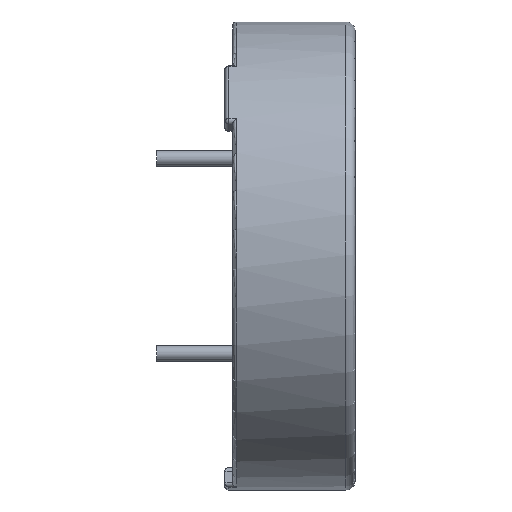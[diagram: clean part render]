
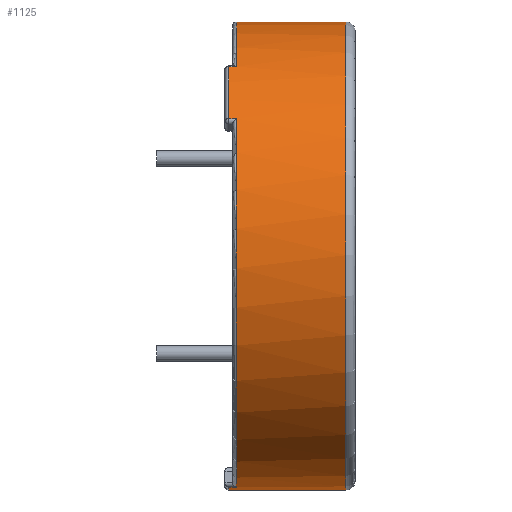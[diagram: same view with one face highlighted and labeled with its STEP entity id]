
A CAD part, left-side view. The second image highlights one B-rep face of the part: STEP entity #1125.
In plain terms, the highlighted cylindrical face has radius 12 mm (diameter 24 mm), a full revolution.
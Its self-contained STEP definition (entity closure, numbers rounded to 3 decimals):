
#117=FACE_OUTER_BOUND('',#202,.T.);
#202=EDGE_LOOP('',(#810,#811,#812,#813,#814,#815,#816,#817,#818,#819,#820,
#821,#822,#823,#824,#825,#826));
#306=CIRCLE('',#1244,12.);
#307=CIRCLE('',#1246,12.);
#308=CIRCLE('',#1247,12.);
#309=CIRCLE('',#1248,12.);
#310=CIRCLE('',#1249,12.);
#311=CIRCLE('',#1250,12.);
#312=CIRCLE('',#1251,12.);
#313=CIRCLE('',#1252,12.);
#314=CIRCLE('',#1253,12.);
#409=LINE('',#1959,#459);
#410=LINE('',#1985,#460);
#411=LINE('',#1988,#461);
#412=LINE('',#1992,#462);
#413=LINE('',#1999,#463);
#414=LINE('',#2003,#464);
#415=LINE('',#2006,#465);
#459=VECTOR('',#1477,0.4);
#460=VECTOR('',#1488,0.4);
#461=VECTOR('',#1491,0.2);
#462=VECTOR('',#1494,12.);
#463=VECTOR('',#1501,0.4);
#464=VECTOR('',#1504,0.4);
#465=VECTOR('',#1507,0.4);
#521=VERTEX_POINT('',#1941);
#522=VERTEX_POINT('',#1958);
#523=VERTEX_POINT('',#1962);
#524=VERTEX_POINT('',#1981);
#525=VERTEX_POINT('',#1982);
#526=VERTEX_POINT('',#1984);
#527=VERTEX_POINT('',#1987);
#528=VERTEX_POINT('',#1989);
#529=VERTEX_POINT('',#1991);
#530=VERTEX_POINT('',#1993);
#531=VERTEX_POINT('',#1996);
#532=VERTEX_POINT('',#1998);
#533=VERTEX_POINT('',#2000);
#534=VERTEX_POINT('',#2002);
#535=VERTEX_POINT('',#2004);
#628=EDGE_CURVE('',#522,#521,#409,.T.);
#631=EDGE_CURVE('',#521,#523,#306,.T.);
#632=EDGE_CURVE('',#524,#525,#307,.T.);
#633=EDGE_CURVE('',#526,#524,#410,.T.);
#634=EDGE_CURVE('',#526,#522,#308,.T.);
#635=EDGE_CURVE('',#527,#523,#411,.T.);
#636=EDGE_CURVE('',#527,#528,#309,.T.);
#637=EDGE_CURVE('',#528,#529,#412,.T.);
#638=EDGE_CURVE('',#530,#529,#310,.T.);
#639=EDGE_CURVE('',#529,#530,#311,.T.);
#640=EDGE_CURVE('',#528,#531,#312,.T.);
#641=EDGE_CURVE('',#531,#532,#413,.T.);
#642=EDGE_CURVE('',#532,#533,#313,.T.);
#643=EDGE_CURVE('',#534,#533,#414,.T.);
#644=EDGE_CURVE('',#534,#535,#314,.T.);
#645=EDGE_CURVE('',#535,#525,#415,.T.);
#810=ORIENTED_EDGE('',*,*,#632,.F.);
#811=ORIENTED_EDGE('',*,*,#633,.F.);
#812=ORIENTED_EDGE('',*,*,#634,.T.);
#813=ORIENTED_EDGE('',*,*,#628,.T.);
#814=ORIENTED_EDGE('',*,*,#631,.T.);
#815=ORIENTED_EDGE('',*,*,#635,.F.);
#816=ORIENTED_EDGE('',*,*,#636,.T.);
#817=ORIENTED_EDGE('',*,*,#637,.T.);
#818=ORIENTED_EDGE('',*,*,#638,.F.);
#819=ORIENTED_EDGE('',*,*,#639,.F.);
#820=ORIENTED_EDGE('',*,*,#637,.F.);
#821=ORIENTED_EDGE('',*,*,#640,.T.);
#822=ORIENTED_EDGE('',*,*,#641,.T.);
#823=ORIENTED_EDGE('',*,*,#642,.T.);
#824=ORIENTED_EDGE('',*,*,#643,.F.);
#825=ORIENTED_EDGE('',*,*,#644,.T.);
#826=ORIENTED_EDGE('',*,*,#645,.T.);
#1092=CYLINDRICAL_SURFACE('',#1245,12.);
#1125=ADVANCED_FACE('',(#117),#1092,.T.);
#1244=AXIS2_PLACEMENT_3D('',#1979,#1482,#1483);
#1245=AXIS2_PLACEMENT_3D('',#1980,#1484,#1485);
#1246=AXIS2_PLACEMENT_3D('',#1983,#1486,#1487);
#1247=AXIS2_PLACEMENT_3D('',#1986,#1489,#1490);
#1248=AXIS2_PLACEMENT_3D('',#1990,#1492,#1493);
#1249=AXIS2_PLACEMENT_3D('',#1994,#1495,#1496);
#1250=AXIS2_PLACEMENT_3D('',#1995,#1497,#1498);
#1251=AXIS2_PLACEMENT_3D('',#1997,#1499,#1500);
#1252=AXIS2_PLACEMENT_3D('',#2001,#1502,#1503);
#1253=AXIS2_PLACEMENT_3D('',#2005,#1505,#1506);
#1477=DIRECTION('',(0.,-1.,0.));
#1482=DIRECTION('center_axis',(0.,-1.,0.));
#1483=DIRECTION('ref_axis',(-0.809,0.,0.587));
#1484=DIRECTION('center_axis',(0.,1.,0.));
#1485=DIRECTION('ref_axis',(0.,0.,1.));
#1486=DIRECTION('center_axis',(0.,1.,0.));
#1487=DIRECTION('ref_axis',(-0.587,0.,0.809));
#1488=DIRECTION('',(0.,-1.,0.));
#1489=DIRECTION('center_axis',(0.,-1.,0.));
#1490=DIRECTION('ref_axis',(-0.587,0.,0.809));
#1491=DIRECTION('',(0.,-1.,0.));
#1492=DIRECTION('center_axis',(0.,-1.,0.));
#1493=DIRECTION('ref_axis',(-0.157,0.,-0.988));
#1494=DIRECTION('',(0.,-1.,0.));
#1495=DIRECTION('center_axis',(0.,-1.,0.));
#1496=DIRECTION('ref_axis',(0.,0.,1.));
#1497=DIRECTION('center_axis',(0.,-1.,0.));
#1498=DIRECTION('ref_axis',(0.,0.,1.));
#1499=DIRECTION('center_axis',(0.,-1.,0.));
#1500=DIRECTION('ref_axis',(-0.157,0.,-0.988));
#1501=DIRECTION('',(0.,-1.,0.));
#1502=DIRECTION('center_axis',(0.,-1.,0.));
#1503=DIRECTION('ref_axis',(0.157,0.,-0.988));
#1504=DIRECTION('',(0.,-1.,0.));
#1505=DIRECTION('center_axis',(0.,-1.,0.));
#1506=DIRECTION('ref_axis',(0.809,0.,0.587));
#1507=DIRECTION('',(0.,-1.,0.));
#1941=CARTESIAN_POINT('',(-9.712,6.1,7.049));
#1958=CARTESIAN_POINT('',(-9.712,6.5,7.049));
#1959=CARTESIAN_POINT('',(-9.712,6.5,7.049));
#1962=CARTESIAN_POINT('',(-1.883,6.1,-11.851));
#1979=CARTESIAN_POINT('Origin',(0.,6.1,0.));
#1980=CARTESIAN_POINT('Origin',(0.,0.,0.));
#1981=CARTESIAN_POINT('',(-7.049,6.1,9.712));
#1982=CARTESIAN_POINT('',(7.049,6.1,9.712));
#1983=CARTESIAN_POINT('Origin',(0.,6.1,0.));
#1984=CARTESIAN_POINT('',(-7.049,6.5,9.712));
#1985=CARTESIAN_POINT('',(-7.049,6.5,9.712));
#1986=CARTESIAN_POINT('Origin',(0.,6.5,0.));
#1987=CARTESIAN_POINT('',(-1.883,6.5,-11.851));
#1988=CARTESIAN_POINT('',(-1.883,6.5,-11.851));
#1989=CARTESIAN_POINT('',(0.,6.5,-12.));
#1990=CARTESIAN_POINT('Origin',(0.,6.5,0.));
#1991=CARTESIAN_POINT('',(0.,0.5,-12.));
#1992=CARTESIAN_POINT('',(0.,0.,-12.));
#1993=CARTESIAN_POINT('',(0.077,0.5,12.));
#1994=CARTESIAN_POINT('Origin',(0.,0.5,0.));
#1995=CARTESIAN_POINT('Origin',(0.,0.5,0.));
#1996=CARTESIAN_POINT('',(1.883,6.5,-11.851));
#1997=CARTESIAN_POINT('Origin',(0.,6.5,0.));
#1998=CARTESIAN_POINT('',(1.883,6.1,-11.851));
#1999=CARTESIAN_POINT('',(1.883,6.5,-11.851));
#2000=CARTESIAN_POINT('',(9.712,6.1,7.049));
#2001=CARTESIAN_POINT('Origin',(0.,6.1,0.));
#2002=CARTESIAN_POINT('',(9.712,6.5,7.049));
#2003=CARTESIAN_POINT('',(9.712,6.5,7.049));
#2004=CARTESIAN_POINT('',(7.049,6.5,9.712));
#2005=CARTESIAN_POINT('Origin',(0.,6.5,0.));
#2006=CARTESIAN_POINT('',(7.049,6.5,9.712));
